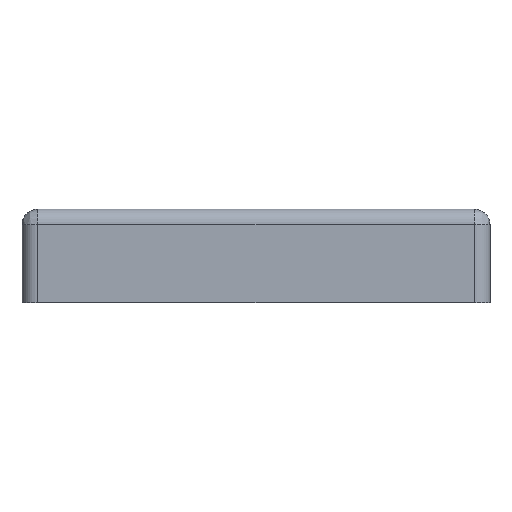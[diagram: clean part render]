
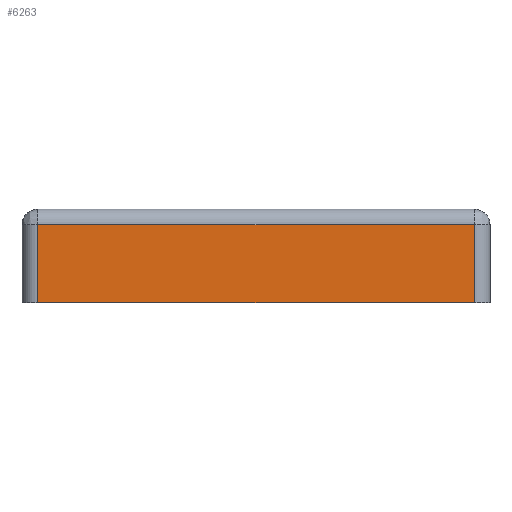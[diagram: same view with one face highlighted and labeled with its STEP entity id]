
A CAD part, front view. The second image highlights one B-rep face of the part: STEP entity #6263.
In plain terms, the highlighted planar face has unit normal (0, -1, 0).
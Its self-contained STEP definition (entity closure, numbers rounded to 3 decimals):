
#376 = CARTESIAN_POINT ( 'NONE',  ( 28., -30., 10. ) ) ;
#860 = CARTESIAN_POINT ( 'NONE',  ( 28., -30., 0. ) ) ;
#866 = DIRECTION ( 'NONE',  ( -1., 0., 0. ) ) ;
#1127 = VECTOR ( 'NONE', #2032, 1000. ) ;
#1170 = VERTEX_POINT ( 'NONE', #2338 ) ;
#1243 = DIRECTION ( 'NONE',  ( 0., 1., 0. ) ) ;
#1492 = EDGE_CURVE ( 'NONE', #3962, #1170, #2809, .T. ) ;
#1548 = EDGE_CURVE ( 'NONE', #5559, #3962, #1956, .T. ) ;
#1956 = LINE ( 'NONE', #3584, #1127 ) ;
#2032 = DIRECTION ( 'NONE',  ( 0., 0., -1. ) ) ;
#2203 = VERTEX_POINT ( 'NONE', #3529 ) ;
#2254 = EDGE_CURVE ( 'NONE', #2203, #5559, #5525, .T. ) ;
#2338 = CARTESIAN_POINT ( 'NONE',  ( -28., -30., 0. ) ) ;
#2680 = ORIENTED_EDGE ( 'NONE', *, *, #4949, .F. ) ;
#2809 = LINE ( 'NONE', #3796, #3974 ) ;
#2969 = VECTOR ( 'NONE', #3629, 1000. ) ;
#3063 = ORIENTED_EDGE ( 'NONE', *, *, #2254, .F. ) ;
#3137 = PLANE ( 'NONE',  #4304 ) ;
#3145 = ORIENTED_EDGE ( 'NONE', *, *, #1548, .F. ) ;
#3298 = CARTESIAN_POINT ( 'NONE',  ( -28., -30., 12. ) ) ;
#3420 = DIRECTION ( 'NONE',  ( 0., 0., 1. ) ) ;
#3529 = CARTESIAN_POINT ( 'NONE',  ( -28., -30., 10. ) ) ;
#3584 = CARTESIAN_POINT ( 'NONE',  ( 28., -30., 12. ) ) ;
#3629 = DIRECTION ( 'NONE',  ( 1., 0., 0. ) ) ;
#3701 = EDGE_LOOP ( 'NONE', ( #3063, #2680, #4370, #3145 ) ) ;
#3796 = CARTESIAN_POINT ( 'NONE',  ( -30., -30., 0. ) ) ;
#3962 = VERTEX_POINT ( 'NONE', #860 ) ;
#3974 = VECTOR ( 'NONE', #866, 1000. ) ;
#4304 = AXIS2_PLACEMENT_3D ( 'NONE', #5096, #1243, #5614 ) ;
#4370 = ORIENTED_EDGE ( 'NONE', *, *, #1492, .F. ) ;
#4465 = FACE_OUTER_BOUND ( 'NONE', #3701, .T. ) ;
#4949 = EDGE_CURVE ( 'NONE', #1170, #2203, #5063, .T. ) ;
#5003 = CARTESIAN_POINT ( 'NONE',  ( 30., -30., 10. ) ) ;
#5063 = LINE ( 'NONE', #3298, #6216 ) ;
#5096 = CARTESIAN_POINT ( 'NONE',  ( -30., -30., 12. ) ) ;
#5525 = LINE ( 'NONE', #5003, #2969 ) ;
#5559 = VERTEX_POINT ( 'NONE', #376 ) ;
#5614 = DIRECTION ( 'NONE',  ( 0., 0., 1. ) ) ;
#6216 = VECTOR ( 'NONE', #3420, 1000. ) ;
#6263 = ADVANCED_FACE ( 'NONE', ( #4465 ), #3137, .F. ) ;
